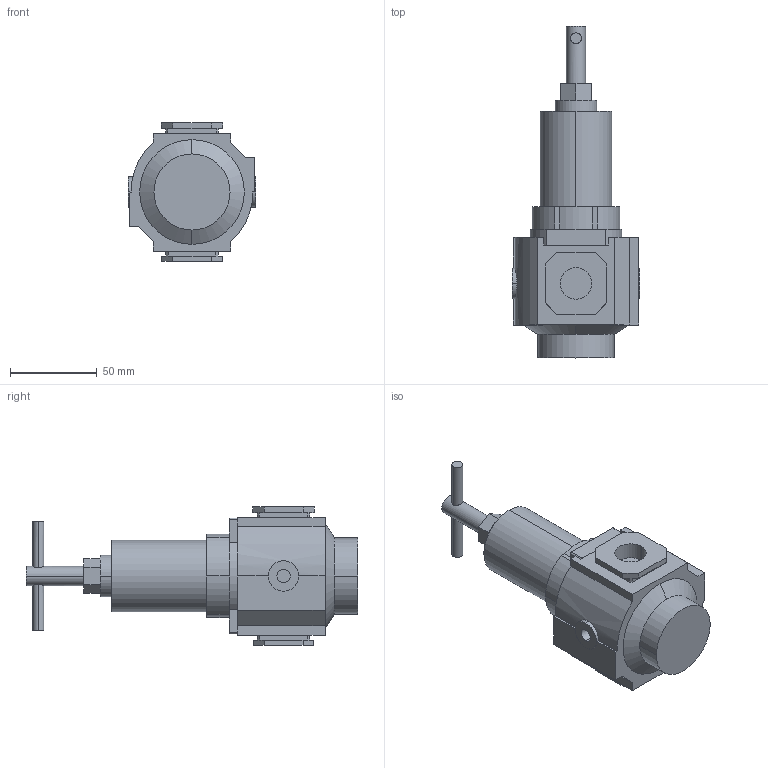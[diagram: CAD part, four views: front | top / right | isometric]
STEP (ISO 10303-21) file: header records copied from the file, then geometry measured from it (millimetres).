
FILE_DESCRIPTION (( 'STEP AP214' ), '1' );
FILE_NAME ('Norgren-R74G-4AT-RFN.step', '2019-03-05T15:32:06', ( '' ), ( '' ), 'SwSTEP 2.0', 'SolidWorks 2019', '' );
FILE_SCHEMA (( 'AUTOMOTIVE_DESIGN' ));
Length unit declared in the file: millimetre
Products named in the file (5): Norgren-R74G-4AT-RFN_RGR_74T; Norgren-R74G-4AT-RFN; Norgren-R74G-4AT-RFN_R74GR_ss_69; Norgren-R74G-4AT-RFN_RGR_74g-4; Norgren-R74G-4AT-RFN_R74GR_ss_29
Assembly tree (4 placements, depth 3):
  Norgren-R74G-4AT-RFN
    Norgren-R74G-4AT-RFN_RGR_74g-4
      Norgren-R74G-4AT-RFN_R74GR_ss_69
    Norgren-R74G-4AT-RFN_RGR_74T
      Norgren-R74G-4AT-RFN_R74GR_ss_29
Bounding box: 73.5 x 191.8 x 80 mm (x, y, z)
Volume: 373543.4 mm3; surface area: 48153.9 mm2
Topology: 3 solids, 3 shells, 134 faces, 345 edges, 230 vertices
Faces by surface type: plane 91, cylinder 41, bspline 2
Entity records: 4456 total; most frequent: CARTESIAN_POINT 956, DIRECTION 701, ORIENTED_EDGE 690, EDGE_CURVE 345, LINE 255, VECTOR 255, VERTEX_POINT 230, AXIS2_PLACEMENT_3D 223
